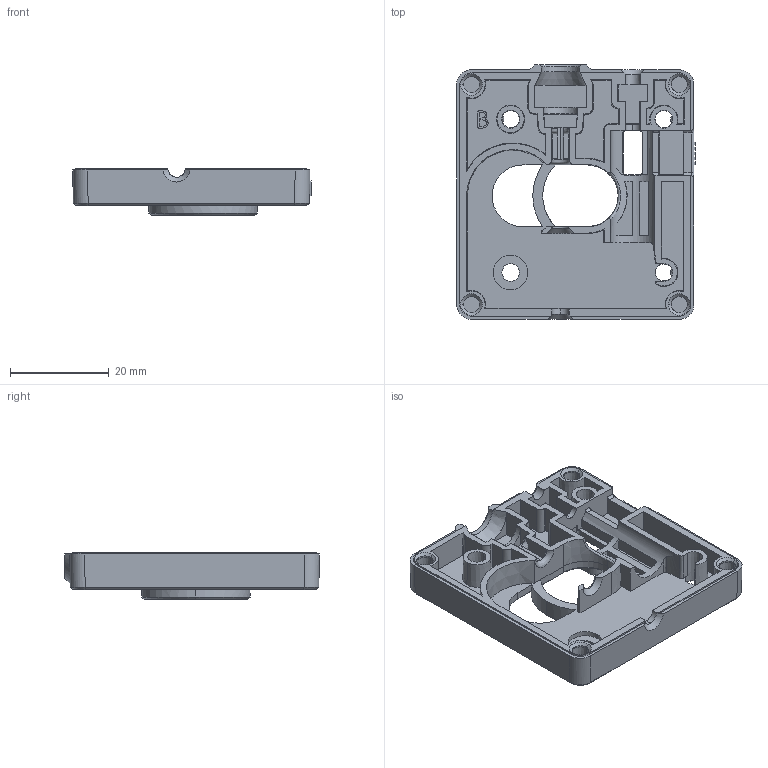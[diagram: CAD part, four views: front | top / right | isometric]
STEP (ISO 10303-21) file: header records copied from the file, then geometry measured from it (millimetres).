
FILE_DESCRIPTION (( 'STEP AP203' ), '1' );
FILE_NAME ('1259-B2P-B.STEP', '2013-08-15T16:48:45', ( '' ), ( '' ), 'SwSTEP 2.0', 'SolidWorks 2013', '' );
FILE_SCHEMA (( 'CONFIG_CONTROL_DESIGN' ));
Length unit declared in the file: millimetre
Products named in the file (1): 1259-B2P-B
Bounding box: 48.25 x 51.54 x 9.5 mm (x, y, z)
Volume: 7945.7 mm3; surface area: 9205.7 mm2
Topology: 1 solids, 1 shells, 427 faces, 1137 edges, 729 vertices
Faces by surface type: plane 233, cone 97, bspline 54, cylinder 43
Entity records: 16560 total; most frequent: CARTESIAN_POINT 6645, ORIENTED_EDGE 2274, DIRECTION 1716, EDGE_CURVE 1137, VERTEX_POINT 729, VECTOR 636, LINE 636, AXIS2_PLACEMENT_3D 540
